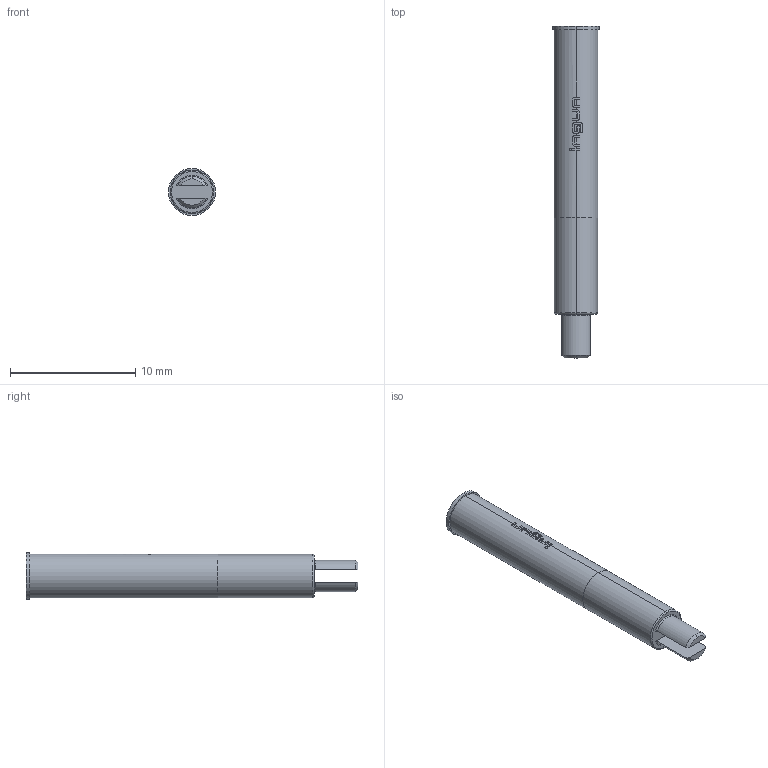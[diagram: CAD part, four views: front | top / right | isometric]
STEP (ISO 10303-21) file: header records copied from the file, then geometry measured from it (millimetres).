
FILE_DESCRIPTION (( 'STEP AP203' ), '1' );
FILE_NAME ('INGUN_KS-803_M2.5.STEP', '2021-10-21T14:10:58', ( 'ochi' ), ( '' ), 'SwSTEP 2.0', 'SolidWorks 2018', '' );
FILE_SCHEMA (( 'CONFIG_CONTROL_DESIGN' ));
Length unit declared in the file: millimetre
Products named in the file (1): INGUN_KS-803_M2.5
Bounding box: 3.75 x 26.5 x 3.75 mm (x, y, z)
Volume: 229.4 mm3; surface area: 309.7 mm2
Topology: 1 solids, 1 shells, 97 faces, 267 edges, 177 vertices
Faces by surface type: plane 48, bspline 22, cylinder 19, torus 5, cone 3
Entity records: 3526 total; most frequent: CARTESIAN_POINT 1140, ORIENTED_EDGE 534, DIRECTION 413, EDGE_CURVE 267, VERTEX_POINT 177, AXIS2_PLACEMENT_3D 164, EDGE_LOOP 102, FACE_OUTER_BOUND 97
